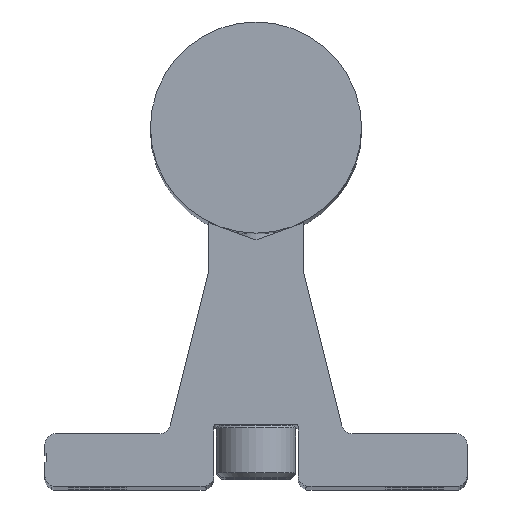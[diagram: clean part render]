
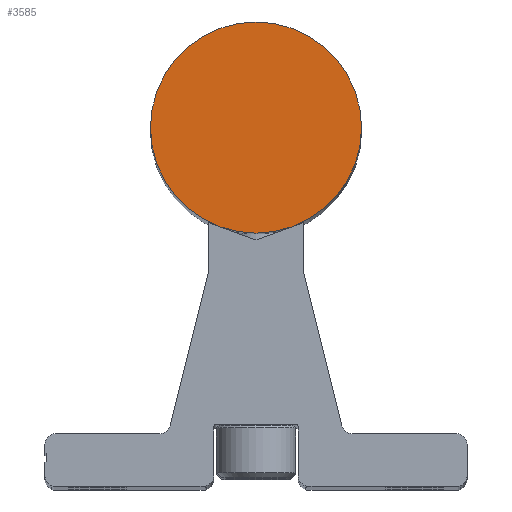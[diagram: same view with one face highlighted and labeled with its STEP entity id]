
A CAD part, top view. The second image highlights one B-rep face of the part: STEP entity #3585.
In plain terms, the highlighted planar face has unit normal (0, 0, 1).
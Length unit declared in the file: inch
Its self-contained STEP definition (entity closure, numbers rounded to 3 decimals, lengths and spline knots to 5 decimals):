
#27 = VERTEX_POINT ( 'NONE', #134 ) ;
#66 = CARTESIAN_POINT ( 'NONE',  ( -0.625, 2.125, 0. ) ) ;
#134 = CARTESIAN_POINT ( 'NONE',  ( 0.625, 2.125, 0. ) ) ;
#158 = DIRECTION ( 'NONE',  ( 1., 0., 0. ) ) ;
#169 = ORIENTED_EDGE ( 'NONE', *, *, #3603, .T. ) ;
#515 = CARTESIAN_POINT ( 'NONE',  ( 0., 2.125, 0. ) ) ;
#521 = ORIENTED_EDGE ( 'NONE', *, *, #1349, .T. ) ;
#740 = DIRECTION ( 'NONE',  ( 1., 0., 0. ) ) ;
#1018 = PLANE ( 'NONE',  #3412 ) ;
#1107 = CARTESIAN_POINT ( 'NONE',  ( 0., 2.125, 0. ) ) ;
#1349 = EDGE_CURVE ( 'NONE', #3502, #27, #1393, .T. ) ;
#1393 = CIRCLE ( 'NONE', #2022, 0.625 ) ;
#1718 = DIRECTION ( 'NONE',  ( 0., 0., 1. ) ) ;
#2022 = AXIS2_PLACEMENT_3D ( 'NONE', #1107, #1718, #3196 ) ;
#2112 = EDGE_LOOP ( 'NONE', ( #169, #521 ) ) ;
#2442 = CIRCLE ( 'NONE', #3533, 0.625 ) ;
#2593 = DIRECTION ( 'NONE',  ( 0., 0., 1. ) ) ;
#2824 = FACE_OUTER_BOUND ( 'NONE', #2112, .T. ) ;
#3169 = DIRECTION ( 'NONE',  ( 0., 0., 1. ) ) ;
#3196 = DIRECTION ( 'NONE',  ( 1., 0., 0. ) ) ;
#3395 = CARTESIAN_POINT ( 'NONE',  ( 0., 2.125, 0. ) ) ;
#3412 = AXIS2_PLACEMENT_3D ( 'NONE', #3395, #3169, #158 ) ;
#3502 = VERTEX_POINT ( 'NONE', #66 ) ;
#3533 = AXIS2_PLACEMENT_3D ( 'NONE', #515, #2593, #740 ) ;
#3585 = ADVANCED_FACE ( 'NONE', ( #2824 ), #1018, .T. ) ;
#3603 = EDGE_CURVE ( 'NONE', #27, #3502, #2442, .T. ) ;
